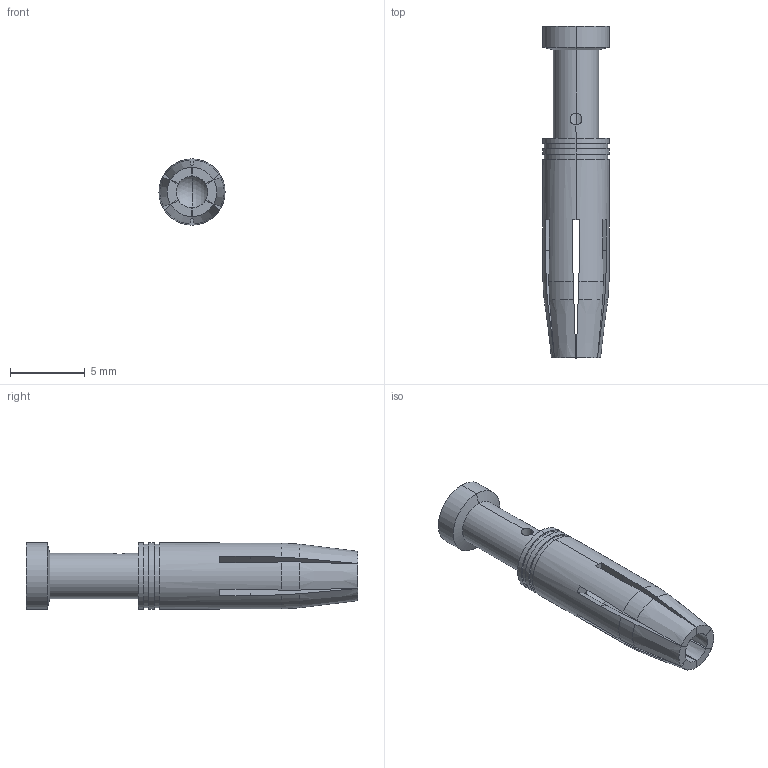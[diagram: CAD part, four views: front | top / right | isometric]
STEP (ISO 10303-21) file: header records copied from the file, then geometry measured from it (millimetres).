
FILE_DESCRIPTION (( 'STEP AP214' ), '1' );
FILE_NAME ('ZP-MC-CC-F16A-16G.step', '2015-08-12T18:18:47', ( '' ), ( '' ), 'SwSTEP 2.0', 'SolidWorks 2014', '' );
FILE_SCHEMA (( 'AUTOMOTIVE_DESIGN' ));
Length unit declared in the file: millimetre
Products named in the file (1): ZP-MC-CC-F16A-16G
Bounding box: 4.42 x 22.2 x 4.42 mm (x, y, z)
Volume: 183.7 mm3; surface area: 503.1 mm2
Topology: 1 solids, 1 shells, 81 faces, 220 edges, 145 vertices
Faces by surface type: plane 39, cylinder 18, cone 16, torus 6, sphere 2
Entity records: 2718 total; most frequent: CARTESIAN_POINT 727, ORIENTED_EDGE 432, DIRECTION 388, EDGE_CURVE 216, AXIS2_PLACEMENT_3D 158, VERTEX_POINT 143, EDGE_LOOP 89, FACE_OUTER_BOUND 81
